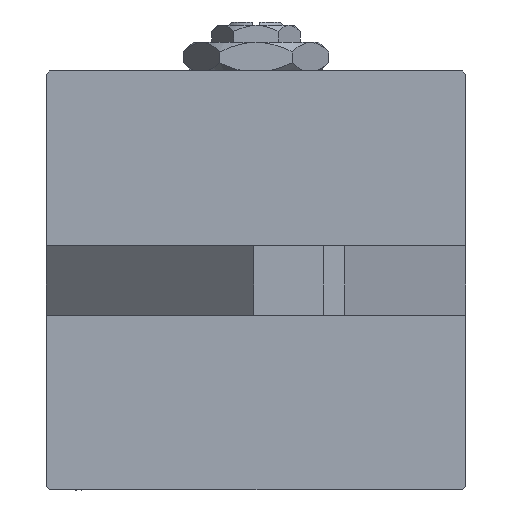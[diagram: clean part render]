
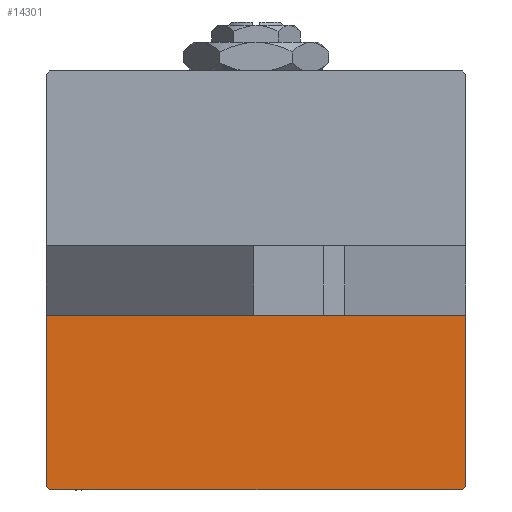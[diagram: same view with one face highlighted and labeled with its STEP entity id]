
A CAD part, left-side view. The second image highlights one B-rep face of the part: STEP entity #14301.
In plain terms, the highlighted planar face has unit normal (-1, 0, 0).
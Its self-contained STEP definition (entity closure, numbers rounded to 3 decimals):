
#640 = ORIENTED_EDGE ( 'NONE', *, *, #4429, .F. ) ;
#1977 = FACE_OUTER_BOUND ( 'NONE', #4877, .T. ) ;
#2293 = ORIENTED_EDGE ( 'NONE', *, *, #41522, .F. ) ;
#4429 = EDGE_CURVE ( 'NONE', #16312, #10498, #25192, .T. ) ;
#4877 = EDGE_LOOP ( 'NONE', ( #2293, #33928, #10775, #7028, #640, #33506 ) ) ;
#5838 = DIRECTION ( 'NONE',  ( 0., 0.707, 0.707 ) ) ;
#7028 = ORIENTED_EDGE ( 'NONE', *, *, #44949, .T. ) ;
#9354 = VECTOR ( 'NONE', #47040, 1000. ) ;
#10468 = DIRECTION ( 'NONE',  ( -1., 0., 0. ) ) ;
#10498 = VERTEX_POINT ( 'NONE', #28561 ) ;
#10545 = AXIS2_PLACEMENT_3D ( 'NONE', #24572, #10468, #35502 ) ;
#10775 = ORIENTED_EDGE ( 'NONE', *, *, #35704, .T. ) ;
#11685 = VERTEX_POINT ( 'NONE', #12500 ) ;
#12500 = CARTESIAN_POINT ( 'NONE',  ( 0., -29.5, -30. ) ) ;
#12528 = VECTOR ( 'NONE', #42593, 1000. ) ;
#13118 = LINE ( 'NONE', #34758, #37149 ) ;
#14002 = LINE ( 'NONE', #39984, #28062 ) ;
#14064 = CARTESIAN_POINT ( 'NONE',  ( 0., -30., 29.5 ) ) ;
#14301 = ADVANCED_FACE ( 'NONE', ( #1977 ), #28224, .T. ) ;
#16312 = VERTEX_POINT ( 'NONE', #14064 ) ;
#16678 = CARTESIAN_POINT ( 'NONE',  ( 0., -29.5, 30. ) ) ;
#19802 = DIRECTION ( 'NONE',  ( 0., -1., 0. ) ) ;
#24147 = CARTESIAN_POINT ( 'NONE',  ( 0., 30., -30. ) ) ;
#24258 = DIRECTION ( 'NONE',  ( 0., 0., -1. ) ) ;
#24572 = CARTESIAN_POINT ( 'NONE',  ( 0., 0., 0. ) ) ;
#25192 = LINE ( 'NONE', #33633, #9354 ) ;
#27136 = EDGE_CURVE ( 'NONE', #16312, #39573, #13118, .T. ) ;
#27887 = LINE ( 'NONE', #38804, #39888 ) ;
#28062 = VECTOR ( 'NONE', #39023, 1000. ) ;
#28224 = PLANE ( 'NONE',  #10545 ) ;
#28561 = CARTESIAN_POINT ( 'NONE',  ( 0., -30., -29.5 ) ) ;
#32735 = CARTESIAN_POINT ( 'NONE',  ( 0., -5., 30. ) ) ;
#33506 = ORIENTED_EDGE ( 'NONE', *, *, #27136, .T. ) ;
#33633 = CARTESIAN_POINT ( 'NONE',  ( 0., -30., 30. ) ) ;
#33928 = ORIENTED_EDGE ( 'NONE', *, *, #38339, .T. ) ;
#34758 = CARTESIAN_POINT ( 'NONE',  ( 0., -29.75, 29.75 ) ) ;
#35214 = CARTESIAN_POINT ( 'NONE',  ( 0., -5., -30. ) ) ;
#35502 = DIRECTION ( 'NONE',  ( 0., 0., 1. ) ) ;
#35558 = CARTESIAN_POINT ( 'NONE',  ( 0., 30., 30. ) ) ;
#35704 = EDGE_CURVE ( 'NONE', #42836, #11685, #42589, .T. ) ;
#37149 = VECTOR ( 'NONE', #5838, 1000. ) ;
#38339 = EDGE_CURVE ( 'NONE', #46971, #42836, #27887, .T. ) ;
#38804 = CARTESIAN_POINT ( 'NONE',  ( 0., -5., 30. ) ) ;
#39023 = DIRECTION ( 'NONE',  ( 0., -0.707, 0.707 ) ) ;
#39573 = VERTEX_POINT ( 'NONE', #16678 ) ;
#39888 = VECTOR ( 'NONE', #24258, 1000. ) ;
#39984 = CARTESIAN_POINT ( 'NONE',  ( 0., -29.75, -29.75 ) ) ;
#41522 = EDGE_CURVE ( 'NONE', #46971, #39573, #46962, .T. ) ;
#42149 = VECTOR ( 'NONE', #19802, 1000. ) ;
#42589 = LINE ( 'NONE', #24147, #42149 ) ;
#42593 = DIRECTION ( 'NONE',  ( 0., -1., 0. ) ) ;
#42836 = VERTEX_POINT ( 'NONE', #35214 ) ;
#44949 = EDGE_CURVE ( 'NONE', #11685, #10498, #14002, .T. ) ;
#46962 = LINE ( 'NONE', #35558, #12528 ) ;
#46971 = VERTEX_POINT ( 'NONE', #32735 ) ;
#47040 = DIRECTION ( 'NONE',  ( 0., 0., -1. ) ) ;
